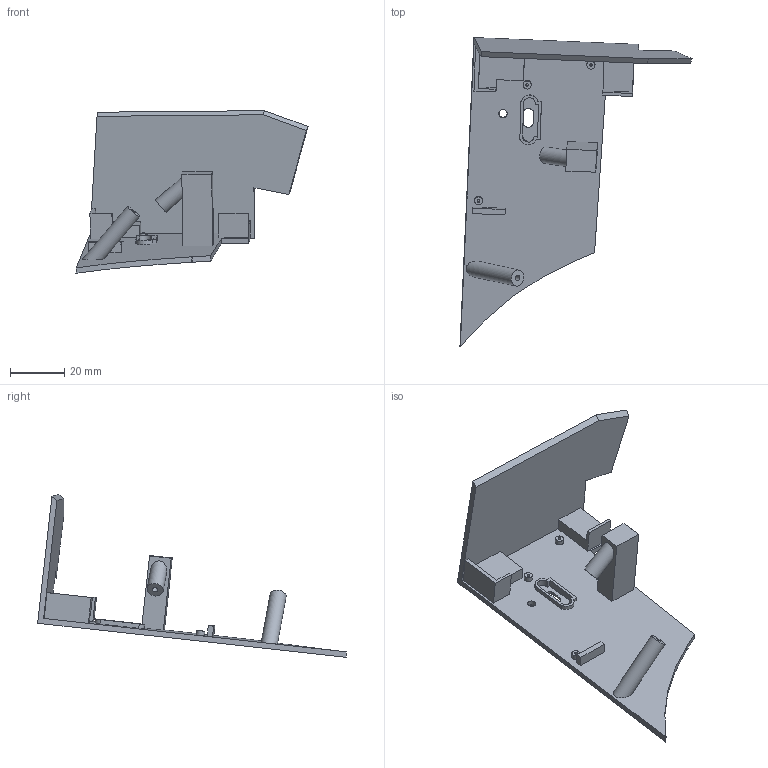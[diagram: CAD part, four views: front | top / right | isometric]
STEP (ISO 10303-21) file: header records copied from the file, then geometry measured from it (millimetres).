
FILE_DESCRIPTION(/* description */ (''),/* implementation_level */ '2;1');
FILE_NAME(/* name */ 'Glove80_LH_Side_Car_large v53.step',/* time_stamp */ '2024-09-12T14:16:50-04:00',/* author */ (''),/* organization */ (''),/* preprocessor_version */ 'ST-DEVELOPER v20',/* originating_system */ 'Autodesk Translation Framework v13.14.0.145',/* authorisation */ '');
FILE_SCHEMA (('AUTOMOTIVE_DESIGN { 1 0 10303 214 3 1 1 }'));
Length unit declared in the file: millimetre
Products named in the file (1): Glove80_LH_Side_Car_large
Bounding box: 85.42 x 113.65 x 59.86 mm (x, y, z)
Volume: 20983.2 mm3; surface area: 19381.6 mm2
Topology: 1 solids, 1 shells, 94 faces, 230 edges, 152 vertices
Faces by surface type: plane 67, cylinder 22, torus 5
Full cylindrical faces by diameter (mm): 1 x3, 2 x2, 3 x4, 6 x2
Entity records: 2815 total; most frequent: DIRECTION 478, CARTESIAN_POINT 477, ORIENTED_EDGE 460, EDGE_CURVE 230, LINE 172, VECTOR 172, AXIS2_PLACEMENT_3D 153, VERTEX_POINT 152
